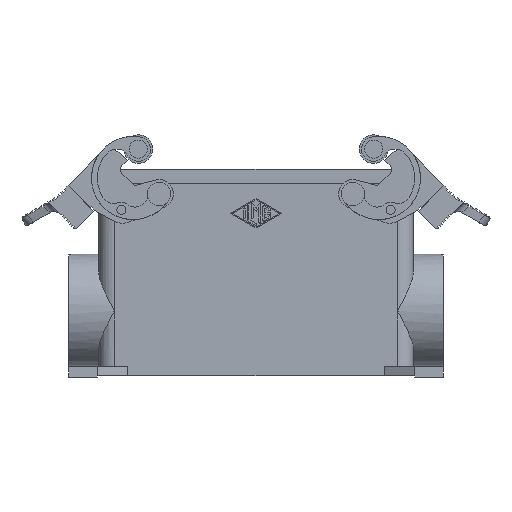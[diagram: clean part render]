
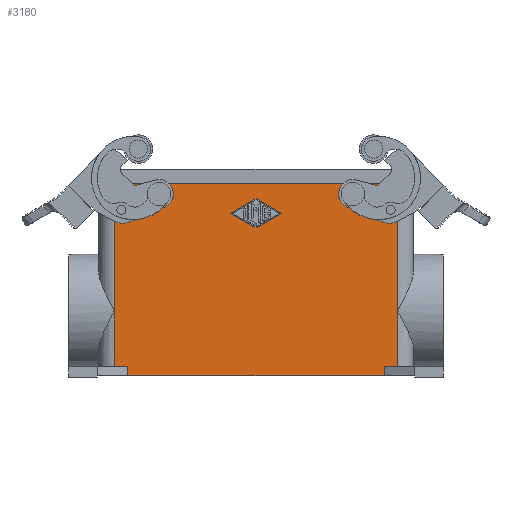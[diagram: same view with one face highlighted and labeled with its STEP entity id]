
A CAD part, front view. The second image highlights one B-rep face of the part: STEP entity #3180.
In plain terms, the highlighted planar face has unit normal (0, -1, 0).
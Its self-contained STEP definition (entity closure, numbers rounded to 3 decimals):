
#1750=CARTESIAN_POINT('',(54.5,-21.75,1.5));
#1760=DIRECTION('',(0.,-1.,0.));
#1770=DIRECTION('',(0.,0.,-1.));
#1780=AXIS2_PLACEMENT_3D('',#1750,#1760,#1770);
#1790=PLANE('',#1780);
#1800=CARTESIAN_POINT('',(0.,-21.75,17.625));
#1810=DIRECTION('',(0.866,0.,0.5));
#1820=VECTOR('',#1810,1.);
#1830=LINE('',#1800,#1820);
#1840=CARTESIAN_POINT('',(-9.75,-21.75,12.));
#1850=VERTEX_POINT('',#1840);
#1860=CARTESIAN_POINT('',(0.,-21.75,17.625));
#1870=VERTEX_POINT('',#1860);
#1880=EDGE_CURVE('',#1850,#1870,#1830,.T.);
#1890=ORIENTED_EDGE('',*,*,#1880,.T.);
#1900=CARTESIAN_POINT('',(0.,-21.75,6.375));
#1910=DIRECTION('',(-0.866,0.,0.5));
#1920=VECTOR('',#1910,1.);
#1930=LINE('',#1900,#1920);
#1940=CARTESIAN_POINT('',(0.,-21.75,6.375));
#1950=VERTEX_POINT('',#1940);
#1960=EDGE_CURVE('',#1950,#1850,#1930,.T.);
#1970=ORIENTED_EDGE('',*,*,#1960,.T.);
#1980=CARTESIAN_POINT('',(0.,-21.75,6.375));
#1990=DIRECTION('',(-0.866,0.,-0.5));
#2000=VECTOR('',#1990,1.);
#2010=LINE('',#1980,#2000);
#2020=CARTESIAN_POINT('',(9.75,-21.75,12.));
#2030=VERTEX_POINT('',#2020);
#2040=EDGE_CURVE('',#2030,#1950,#2010,.T.);
#2050=ORIENTED_EDGE('',*,*,#2040,.T.);
#2060=CARTESIAN_POINT('',(0.,-21.75,17.625));
#2070=DIRECTION('',(0.866,0.,-0.5));
#2080=VECTOR('',#2070,1.);
#2090=LINE('',#2060,#2080);
#2100=EDGE_CURVE('',#1870,#2030,#2090,.T.);
#2110=ORIENTED_EDGE('',*,*,#2100,.T.);
#2120=EDGE_LOOP('',(#2110,#2050,#1970,#1890));
#2130=FACE_BOUND('',#2120,.T.);
#2140=CARTESIAN_POINT('',(-49.309,-21.75,0.));
#2150=DIRECTION('',(0.,0.,-1.));
#2160=VECTOR('',#2150,1.);
#2170=LINE('',#2140,#2160);
#2180=CARTESIAN_POINT('',(-49.309,-21.75,-47.));
#2190=VERTEX_POINT('',#2180);
#2200=CARTESIAN_POINT('',(-49.309,-21.75,-50.5));
#2210=VERTEX_POINT('',#2200);
#2220=EDGE_CURVE('',#2190,#2210,#2170,.T.);
#2230=ORIENTED_EDGE('',*,*,#2220,.T.);
#2240=CARTESIAN_POINT('',(-49.041,-21.75,-47.));
#2250=DIRECTION('',(-1.,0.,0.));
#2260=VECTOR('',#2250,5.459);
#2270=LINE('',#2240,#2260);
#2280=CARTESIAN_POINT('',(-54.5,-21.75,-47.));
#2290=VERTEX_POINT('',#2280);
#2300=EDGE_CURVE('',#2190,#2290,#2270,.T.);
#2310=ORIENTED_EDGE('',*,*,#2300,.F.);
#2320=CARTESIAN_POINT('',(-54.5,-21.75,23.5));
#2330=DIRECTION('',(0.,0.,-1.));
#2340=VECTOR('',#2330,70.5);
#2350=LINE('',#2320,#2340);
#2360=CARTESIAN_POINT('',(-54.5,-21.75,-25.5));
#2370=VERTEX_POINT('',#2360);
#2380=EDGE_CURVE('',#2370,#2290,#2350,.T.);
#2390=ORIENTED_EDGE('',*,*,#2380,.T.);
#2400=CARTESIAN_POINT('',(-54.5,-21.75,23.5));
#2410=VERTEX_POINT('',#2400);
#2420=EDGE_CURVE('',#2410,#2370,#2350,.T.);
#2430=ORIENTED_EDGE('',*,*,#2420,.T.);
#2440=CARTESIAN_POINT('',(54.5,-21.75,23.5));
#2450=DIRECTION('',(-1.,0.,0.));
#2460=VECTOR('',#2450,109.);
#2470=LINE('',#2440,#2460);
#2480=CARTESIAN_POINT('',(54.5,-21.75,23.5));
#2490=VERTEX_POINT('',#2480);
#2500=EDGE_CURVE('',#2490,#2410,#2470,.T.);
#2510=ORIENTED_EDGE('',*,*,#2500,.T.);
#2520=CARTESIAN_POINT('',(54.5,-21.75,23.5));
#2530=DIRECTION('',(0.,0.,-1.));
#2540=VECTOR('',#2530,70.5);
#2550=LINE('',#2520,#2540);
#2560=CARTESIAN_POINT('',(54.5,-21.75,-25.5));
#2570=VERTEX_POINT('',#2560);
#2580=EDGE_CURVE('',#2490,#2570,#2550,.T.);
#2590=ORIENTED_EDGE('',*,*,#2580,.F.);
#2600=CARTESIAN_POINT('',(54.5,-21.75,-47.));
#2610=VERTEX_POINT('',#2600);
#2620=EDGE_CURVE('',#2570,#2610,#2550,.T.);
#2630=ORIENTED_EDGE('',*,*,#2620,.F.);
#2640=CARTESIAN_POINT('',(49.041,-21.75,-47.));
#2650=DIRECTION('',(1.,0.,0.));
#2660=VECTOR('',#2650,5.459);
#2670=LINE('',#2640,#2660);
#2680=CARTESIAN_POINT('',(49.309,-21.75,-47.));
#2690=VERTEX_POINT('',#2680);
#2700=EDGE_CURVE('',#2690,#2610,#2670,.T.);
#2710=ORIENTED_EDGE('',*,*,#2700,.T.);
#2720=CARTESIAN_POINT('',(49.309,-21.75,0.));
#2730=DIRECTION('',(0.,0.,-1.));
#2740=VECTOR('',#2730,1.);
#2750=LINE('',#2720,#2740);
#2760=CARTESIAN_POINT('',(49.309,-21.75,-50.5));
#2770=VERTEX_POINT('',#2760);
#2780=EDGE_CURVE('',#2690,#2770,#2750,.T.);
#2790=ORIENTED_EDGE('',*,*,#2780,.F.);
#2800=CARTESIAN_POINT('',(0.,-21.75,-50.5));
#2810=DIRECTION('',(-1.,0.,0.));
#2820=VECTOR('',#2810,1.);
#2830=LINE('',#2800,#2820);
#2840=EDGE_CURVE('',#2770,#2210,#2830,.T.);
#2850=ORIENTED_EDGE('',*,*,#2840,.F.);
#2860=EDGE_LOOP('',(#2850,#2790,#2710,#2630,#2590,#2510,#2430,#2390,
#2310,#2230));
#2870=FACE_OUTER_BOUND('',#2860,.T.);
#2880=CARTESIAN_POINT('',(37.25,-21.75,19.5));
#2890=DIRECTION('',(0.,1.,0.));
#2900=DIRECTION('',(0.707,0.,
-0.707));
#2910=AXIS2_PLACEMENT_3D('',#2880,#2890,#2900);
#2920=CIRCLE('',#2910,2.4);
#2930=CARTESIAN_POINT('',(38.947,-21.75,17.803));
#2940=VERTEX_POINT('',#2930);
#2950=CARTESIAN_POINT('',(35.553,-21.75,21.197));
#2960=VERTEX_POINT('',#2950);
#2970=EDGE_CURVE('',#2940,#2960,#2920,.T.);
#2980=ORIENTED_EDGE('',*,*,#2970,.T.);
#2990=EDGE_CURVE('',#2960,#2940,#2920,.T.);
#3000=ORIENTED_EDGE('',*,*,#2990,.T.);
#3010=EDGE_LOOP('',(#3000,#2980));
#3020=FACE_BOUND('',#3010,.T.);
#3030=CARTESIAN_POINT('',(-37.25,-21.75,19.5));
#3040=DIRECTION('',(0.,-1.,0.));
#3050=DIRECTION('',(-0.707,0.,
-0.707));
#3060=AXIS2_PLACEMENT_3D('',#3030,#3040,#3050);
#3070=CIRCLE('',#3060,2.4);
#3080=CARTESIAN_POINT('',(-38.947,-21.75,17.803));
#3090=VERTEX_POINT('',#3080);
#3100=CARTESIAN_POINT('',(-35.553,-21.75,21.197));
#3110=VERTEX_POINT('',#3100);
#3120=EDGE_CURVE('',#3090,#3110,#3070,.T.);
#3130=ORIENTED_EDGE('',*,*,#3120,.F.);
#3140=EDGE_CURVE('',#3110,#3090,#3070,.T.);
#3150=ORIENTED_EDGE('',*,*,#3140,.F.);
#3160=EDGE_LOOP('',(#3150,#3130));
#3170=FACE_BOUND('',#3160,.T.);
#3180=ADVANCED_FACE('',(#2130,#2870,#3020,#3170),#1790,.T.);
